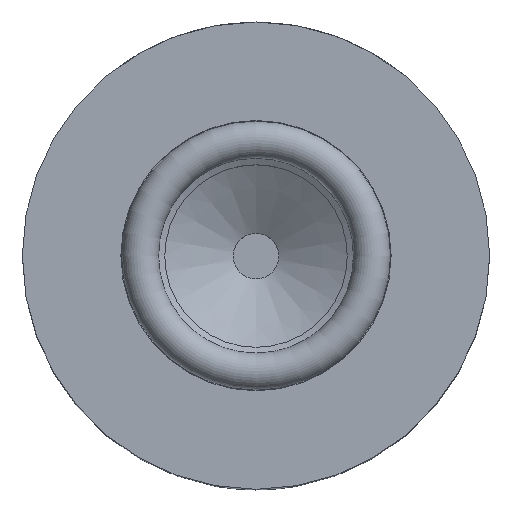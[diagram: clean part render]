
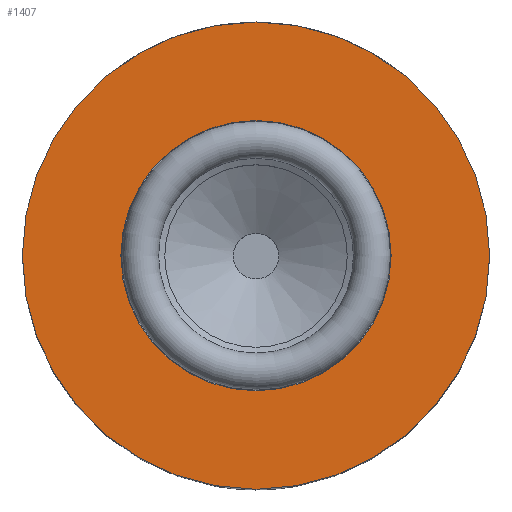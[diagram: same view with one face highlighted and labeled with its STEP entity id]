
A CAD part, top view. The second image highlights one B-rep face of the part: STEP entity #1407.
In plain terms, the highlighted planar face has unit normal (0, 0, 1).
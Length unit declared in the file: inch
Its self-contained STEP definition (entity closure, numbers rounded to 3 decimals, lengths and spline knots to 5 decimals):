
#1407=ADVANCED_FACE('',(#3840,#3841),#3842,.T.);
#3840=FACE_OUTER_BOUND('',#7385,.T.);
#3841=FACE_BOUND('',#7386,.T.);
#3842=PLANE('',#7387);
#7385=EDGE_LOOP('',(#11008));
#7386=EDGE_LOOP('',(#11009));
#7387=AXIS2_PLACEMENT_3D('',#11010,#11011,#11012);
#11008=ORIENTED_EDGE('',*,*,#22053,.T.);
#11009=ORIENTED_EDGE('',*,*,#22041,.T.);
#11010=CARTESIAN_POINT('',(0.0,0.0,1.575));
#11011=DIRECTION('',(0.0,0.0,1.0));
#11012=DIRECTION('',(1.0,0.0,0.0));
#22041=EDGE_CURVE('',#26491,#26491,#26492,.T.);
#22053=EDGE_CURVE('',#26509,#26509,#26510,.T.);
#26491=VERTEX_POINT('',#33177);
#26492=CIRCLE('',#33178,0.509);
#26509=VERTEX_POINT('',#33195);
#26510=CIRCLE('',#33196,0.88);
#33177=CARTESIAN_POINT('',(0.509,0.0,1.575));
#33178=AXIS2_PLACEMENT_3D('',#41002,#41003,#41004);
#33195=CARTESIAN_POINT('',(0.88,0.0,1.575));
#33196=AXIS2_PLACEMENT_3D('',#41020,#41021,#41022);
#41002=CARTESIAN_POINT('',(0.0,0.0,1.575));
#41003=DIRECTION('',(0.0,0.0,-1.0));
#41004=DIRECTION('',(1.0,0.0,0.0));
#41020=CARTESIAN_POINT('',(0.0,0.0,1.575));
#41021=DIRECTION('',(0.0,0.0,1.0));
#41022=DIRECTION('',(1.0,0.0,0.0));
